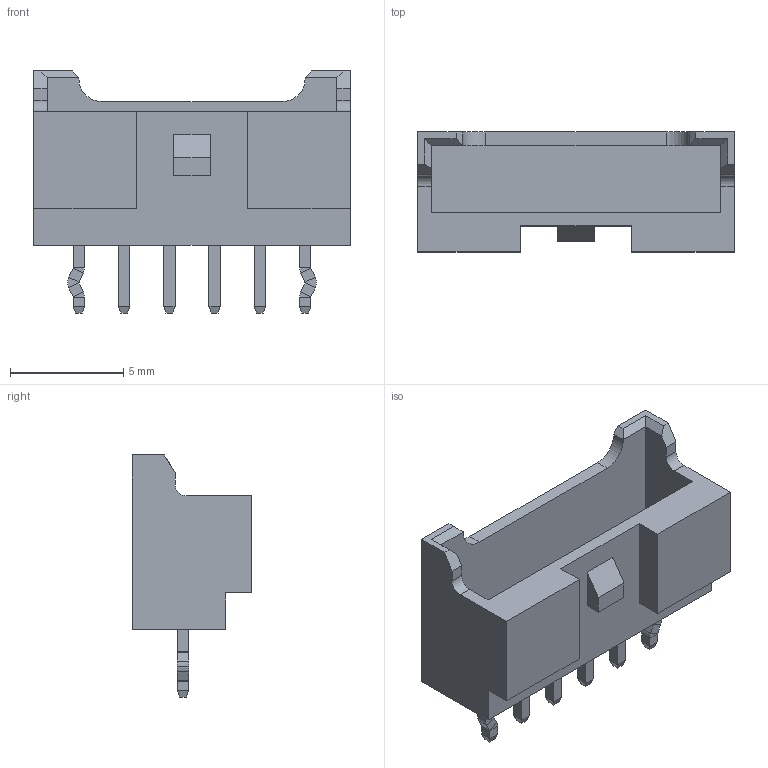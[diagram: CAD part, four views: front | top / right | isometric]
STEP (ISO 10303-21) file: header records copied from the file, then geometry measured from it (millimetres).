
FILE_DESCRIPTION(('FreeCAD Model'),'2;1');
FILE_NAME('Open CASCADE Shape Model','2025-04-14T13:21:01',( 'kicad StepUp'),('ksu MCAD'),'Open CASCADE STEP processor 7.7', 'FreeCAD','Unknown');
FILE_SCHEMA(('AUTOMOTIVE_DESIGN { 1 0 10303 214 1 1 1 1 }'));
Length unit declared in the file: millimetre
Products named in the file (1): BH06B-PASK
Bounding box: 14 x 5.3 x 10.7 mm (x, y, z)
Volume: 241 mm3; surface area: 582.3 mm2
Topology: 7 solids, 7 shells, 153 faces, 338 edges, 200 vertices
Faces by surface type: plane 133, cylinder 20
Entity records: 4128 total; most frequent: CARTESIAN_POINT 692, DIRECTION 686, ORIENTED_EDGE 676, EDGE_CURVE 338, LINE 298, VECTOR 298, VERTEX_POINT 200, AXIS2_PLACEMENT_3D 194
